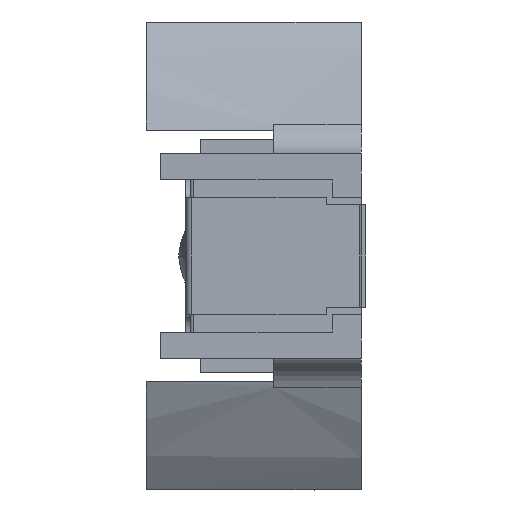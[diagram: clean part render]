
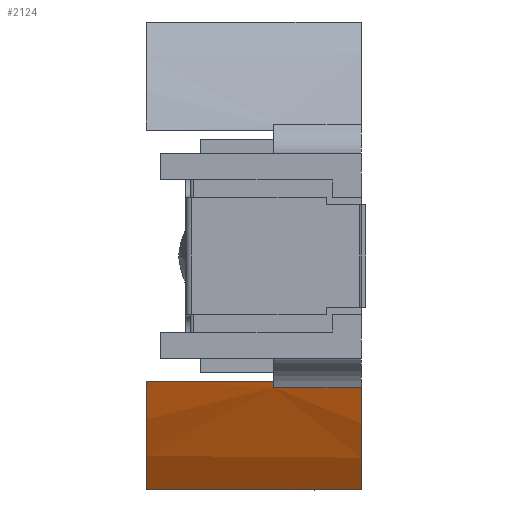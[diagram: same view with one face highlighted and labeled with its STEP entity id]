
A CAD part, left-side view. The second image highlights one B-rep face of the part: STEP entity #2124.
In plain terms, the highlighted cylindrical face has radius 13.4 mm (diameter 26.8 mm), a partial arc.
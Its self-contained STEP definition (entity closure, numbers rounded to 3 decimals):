
#79 = AXIS2_PLACEMENT_3D ( 'NONE', #5949, #8620, #424 ) ;
#134 = VERTEX_POINT ( 'NONE', #1615 ) ;
#180 = EDGE_CURVE ( 'NONE', #617, #7646, #5383, .T. ) ;
#247 = CARTESIAN_POINT ( 'NONE',  ( 0., 3., 0. ) ) ;
#424 = DIRECTION ( 'NONE',  ( 0., 0., -1. ) ) ;
#516 = CYLINDRICAL_SURFACE ( 'NONE', #79, 13.4 ) ;
#519 = LINE ( 'NONE', #5335, #3629 ) ;
#617 = VERTEX_POINT ( 'NONE', #7762 ) ;
#1344 = ORIENTED_EDGE ( 'NONE', *, *, #7084, .T. ) ;
#1548 = CARTESIAN_POINT ( 'NONE',  ( 0., 7.35, 0. ) ) ;
#1584 = AXIS2_PLACEMENT_3D ( 'NONE', #247, #4350, #5704 ) ;
#1615 = CARTESIAN_POINT ( 'NONE',  ( -10.75, 7.35, -8. ) ) ;
#1621 = ORIENTED_EDGE ( 'NONE', *, *, #5301, .T. ) ;
#1703 = CARTESIAN_POINT ( 'NONE',  ( 0., 0., 0. ) ) ;
#1815 = FACE_OUTER_BOUND ( 'NONE', #6626, .T. ) ;
#2095 = CARTESIAN_POINT ( 'NONE',  ( -12.691, 7.35, -4.3 ) ) ;
#2124 = ADVANCED_FACE ( 'NONE', ( #1815 ), #516, .T. ) ;
#2257 = DIRECTION ( 'NONE',  ( 0., -1., 0. ) ) ;
#2640 = VECTOR ( 'NONE', #2257, 1000. ) ;
#2699 = CARTESIAN_POINT ( 'NONE',  ( -12.623, 3., -4.497 ) ) ;
#3081 = CIRCLE ( 'NONE', #7995, 13.4 ) ;
#3241 = EDGE_CURVE ( 'NONE', #617, #6757, #4093, .T. ) ;
#3328 = VECTOR ( 'NONE', #5988, 1000. ) ;
#3586 = VERTEX_POINT ( 'NONE', #7999 ) ;
#3629 = VECTOR ( 'NONE', #4543, 1000. ) ;
#4093 = LINE ( 'NONE', #6692, #3328 ) ;
#4350 = DIRECTION ( 'NONE',  ( 0., -1., 0. ) ) ;
#4520 = ORIENTED_EDGE ( 'NONE', *, *, #5791, .T. ) ;
#4543 = DIRECTION ( 'NONE',  ( 0., 1., 0. ) ) ;
#4598 = EDGE_CURVE ( 'NONE', #7789, #7646, #519, .T. ) ;
#5083 = CARTESIAN_POINT ( 'NONE',  ( -12.623, 0., -4.497 ) ) ;
#5301 = EDGE_CURVE ( 'NONE', #3586, #7789, #3081, .T. ) ;
#5335 = CARTESIAN_POINT ( 'NONE',  ( -12.623, 3., -4.497 ) ) ;
#5383 = CIRCLE ( 'NONE', #1584, 13.4 ) ;
#5696 = ORIENTED_EDGE ( 'NONE', *, *, #180, .F. ) ;
#5704 = DIRECTION ( 'NONE',  ( 0., 0., 1. ) ) ;
#5791 = EDGE_CURVE ( 'NONE', #134, #3586, #8229, .T. ) ;
#5949 = CARTESIAN_POINT ( 'NONE',  ( 0., 3., 0. ) ) ;
#5988 = DIRECTION ( 'NONE',  ( 0., 1., 0. ) ) ;
#6119 = DIRECTION ( 'NONE',  ( 0., 0., -1. ) ) ;
#6168 = DIRECTION ( 'NONE',  ( 0., -1., 0. ) ) ;
#6517 = ORIENTED_EDGE ( 'NONE', *, *, #3241, .T. ) ;
#6626 = EDGE_LOOP ( 'NONE', ( #1344, #4520, #1621, #6960, #5696, #6517 ) ) ;
#6692 = CARTESIAN_POINT ( 'NONE',  ( -12.691, 3., -4.3 ) ) ;
#6739 = CIRCLE ( 'NONE', #8000, 13.4 ) ;
#6757 = VERTEX_POINT ( 'NONE', #2095 ) ;
#6960 = ORIENTED_EDGE ( 'NONE', *, *, #4598, .T. ) ;
#6962 = CARTESIAN_POINT ( 'NONE',  ( -10.75, 3., -8. ) ) ;
#7084 = EDGE_CURVE ( 'NONE', #6757, #134, #6739, .T. ) ;
#7155 = DIRECTION ( 'NONE',  ( 0., 0., -1. ) ) ;
#7646 = VERTEX_POINT ( 'NONE', #2699 ) ;
#7762 = CARTESIAN_POINT ( 'NONE',  ( -12.691, 3., -4.3 ) ) ;
#7789 = VERTEX_POINT ( 'NONE', #5083 ) ;
#7995 = AXIS2_PLACEMENT_3D ( 'NONE', #1703, #8463, #7155 ) ;
#7999 = CARTESIAN_POINT ( 'NONE',  ( -10.75, 0., -8. ) ) ;
#8000 = AXIS2_PLACEMENT_3D ( 'NONE', #1548, #6168, #6119 ) ;
#8229 = LINE ( 'NONE', #6962, #2640 ) ;
#8463 = DIRECTION ( 'NONE',  ( 0., 1., 0. ) ) ;
#8620 = DIRECTION ( 'NONE',  ( 0., -1., 0. ) ) ;
